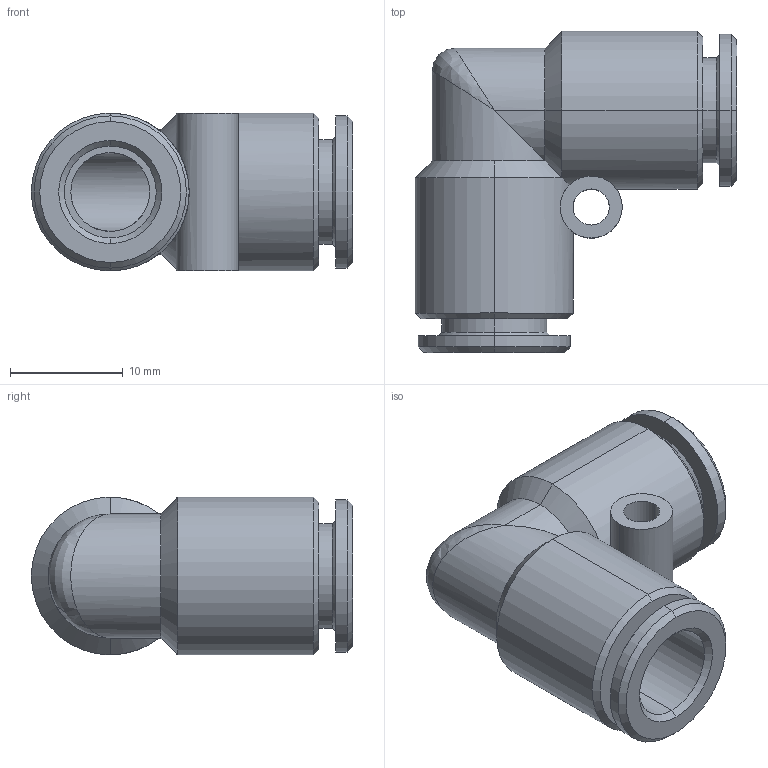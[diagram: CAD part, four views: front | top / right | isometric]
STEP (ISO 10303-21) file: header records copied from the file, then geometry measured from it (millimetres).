
FILE_DESCRIPTION (( 'STEP AP203' ), '1' );
FILE_NAME ('B0040040.STEP', '2011-03-21T07:50:50', ( '' ), ( 'sopra-pneumatic' ), 'SwSTEP 2.0', 'SolidWorks 2009', '' );
FILE_SCHEMA (( 'CONFIG_CONTROL_DESIGN' ));
Length unit declared in the file: millimetre
Products named in the file (1): B0040040
Bounding box: 28.5 x 28.5 x 14 mm (x, y, z)
Volume: 3741.9 mm3; surface area: 3572.2 mm2
Topology: 1 solids, 1 shells, 61 faces, 135 edges, 80 vertices
Faces by surface type: cylinder 28, cone 22, plane 10, bspline 1
Entity records: 2409 total; most frequent: CARTESIAN_POINT 975, DIRECTION 309, ORIENTED_EDGE 266, EDGE_CURVE 133, AXIS2_PLACEMENT_3D 131, VERTEX_POINT 80, EDGE_LOOP 71, CIRCLE 70
